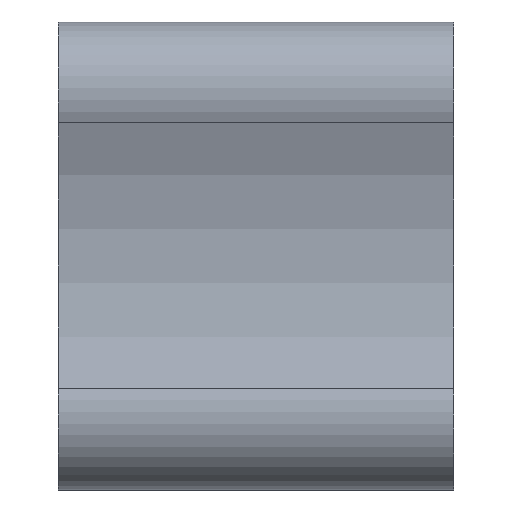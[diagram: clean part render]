
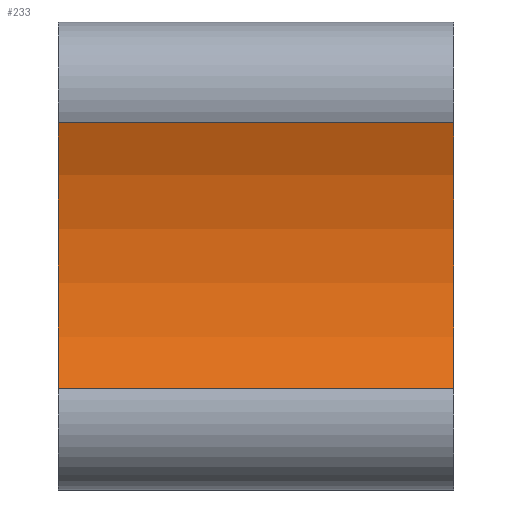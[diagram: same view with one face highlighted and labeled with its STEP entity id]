
A CAD part, top view. The second image highlights one B-rep face of the part: STEP entity #233.
In plain terms, the highlighted cylindrical face has radius 46 mm (diameter 92 mm), a partial arc.
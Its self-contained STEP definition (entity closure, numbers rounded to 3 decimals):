
#25=FACE_OUTER_BOUND('',#38,.T.);
#38=EDGE_LOOP('',(#164,#165,#166,#167));
#51=LINE('',#367,#70);
#52=LINE('',#372,#71);
#70=VECTOR('',#298,10.);
#71=VECTOR('',#303,10.);
#90=CIRCLE('',#269,46.);
#91=CIRCLE('',#270,46.);
#103=VERTEX_POINT('',#360);
#106=VERTEX_POINT('',#365);
#107=VERTEX_POINT('',#369);
#108=VERTEX_POINT('',#371);
#129=EDGE_CURVE('',#106,#103,#51,.T.);
#130=EDGE_CURVE('',#107,#106,#90,.T.);
#131=EDGE_CURVE('',#108,#107,#52,.T.);
#132=EDGE_CURVE('',#103,#108,#91,.T.);
#164=ORIENTED_EDGE('',*,*,#129,.F.);
#165=ORIENTED_EDGE('',*,*,#130,.F.);
#166=ORIENTED_EDGE('',*,*,#131,.F.);
#167=ORIENTED_EDGE('',*,*,#132,.F.);
#229=CYLINDRICAL_SURFACE('',#268,46.);
#233=ADVANCED_FACE('',(#25),#229,.F.);
#268=AXIS2_PLACEMENT_3D('',#368,#299,#300);
#269=AXIS2_PLACEMENT_3D('',#370,#301,#302);
#270=AXIS2_PLACEMENT_3D('',#373,#304,#305);
#298=DIRECTION('',(1.,0.,0.));
#299=DIRECTION('center_axis',(1.,0.,0.));
#300=DIRECTION('ref_axis',(0.,-1.,0.));
#301=DIRECTION('center_axis',(1.,0.,0.));
#302=DIRECTION('ref_axis',(0.,-1.,0.));
#303=DIRECTION('',(-1.,0.,0.));
#304=DIRECTION('center_axis',(-1.,0.,0.));
#305=DIRECTION('ref_axis',(0.,-1.,0.));
#360=CARTESIAN_POINT('',(27.5,18.482,-42.124));
#365=CARTESIAN_POINT('',(-27.5,18.482,-42.124));
#367=CARTESIAN_POINT('',(0.,18.482,-42.124));
#368=CARTESIAN_POINT('Origin',(0.,0.,0.));
#369=CARTESIAN_POINT('',(-27.5,-18.482,-42.124));
#370=CARTESIAN_POINT('Origin',(-27.5,0.,0.));
#371=CARTESIAN_POINT('',(27.5,-18.482,-42.124));
#372=CARTESIAN_POINT('',(0.,-18.482,-42.124));
#373=CARTESIAN_POINT('Origin',(27.5,0.,0.));
